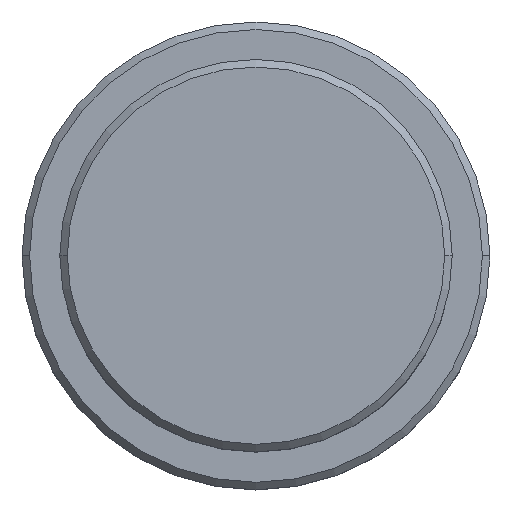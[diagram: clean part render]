
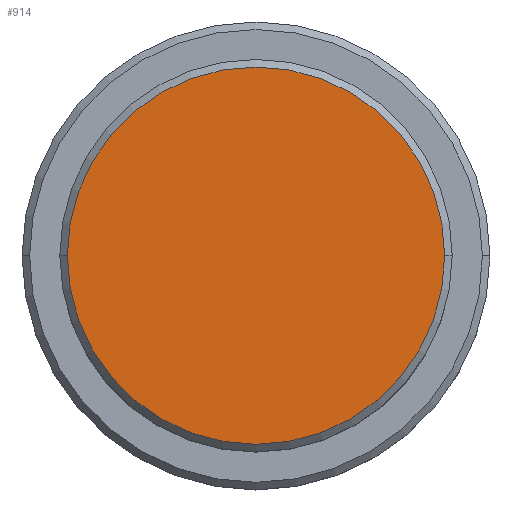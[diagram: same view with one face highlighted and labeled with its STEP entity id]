
A CAD part, top view. The second image highlights one B-rep face of the part: STEP entity #914.
In plain terms, the highlighted planar face has unit normal (0, 0, 1).
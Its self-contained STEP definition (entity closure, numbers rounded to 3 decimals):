
#59 = CARTESIAN_POINT ( 'NONE',  ( 0., 0., 0. ) ) ;
#174 = CARTESIAN_POINT ( 'NONE',  ( 0., 0., 0. ) ) ;
#273 = PLANE ( 'NONE',  #732 ) ;
#365 = EDGE_LOOP ( 'NONE', ( #1104, #1165 ) ) ;
#394 = DIRECTION ( 'NONE',  ( 0., 0., 1. ) ) ;
#400 = DIRECTION ( 'NONE',  ( 1., 0., 0. ) ) ;
#455 = VERTEX_POINT ( 'NONE', #971 ) ;
#525 = FACE_OUTER_BOUND ( 'NONE', #365, .T. ) ;
#582 = AXIS2_PLACEMENT_3D ( 'NONE', #174, #847, #830 ) ;
#584 = VERTEX_POINT ( 'NONE', #957 ) ;
#732 = AXIS2_PLACEMENT_3D ( 'NONE', #59, #1177, #400 ) ;
#741 = DIRECTION ( 'NONE',  ( 1., 0., 0. ) ) ;
#830 = DIRECTION ( 'NONE',  ( 1., 0., 0. ) ) ;
#847 = DIRECTION ( 'NONE',  ( 0., 0., 1. ) ) ;
#856 = CARTESIAN_POINT ( 'NONE',  ( 0., 0., 0. ) ) ;
#895 = EDGE_CURVE ( 'NONE', #455, #584, #1258, .T. ) ;
#914 = ADVANCED_FACE ( 'NONE', ( #525 ), #273, .T. ) ;
#957 = CARTESIAN_POINT ( 'NONE',  ( 12.5, 0., 0. ) ) ;
#971 = CARTESIAN_POINT ( 'NONE',  ( -12.5, 0., 0. ) ) ;
#1054 = AXIS2_PLACEMENT_3D ( 'NONE', #856, #394, #741 ) ;
#1104 = ORIENTED_EDGE ( 'NONE', *, *, #895, .T. ) ;
#1165 = ORIENTED_EDGE ( 'NONE', *, *, #1313, .T. ) ;
#1177 = DIRECTION ( 'NONE',  ( 0., 0., 1. ) ) ;
#1258 = CIRCLE ( 'NONE', #1054, 12.5 ) ;
#1313 = EDGE_CURVE ( 'NONE', #584, #455, #1321, .T. ) ;
#1321 = CIRCLE ( 'NONE', #582, 12.5 ) ;
